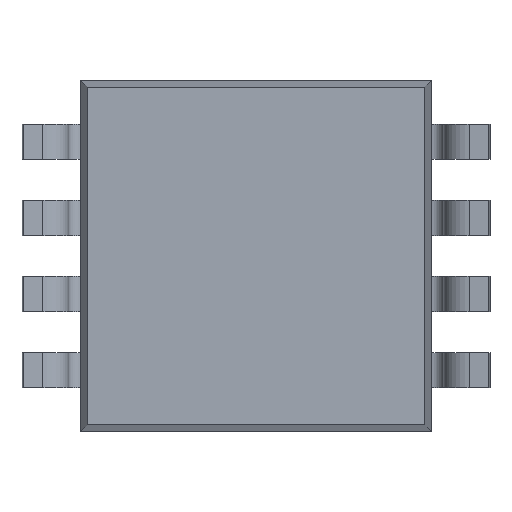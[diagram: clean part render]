
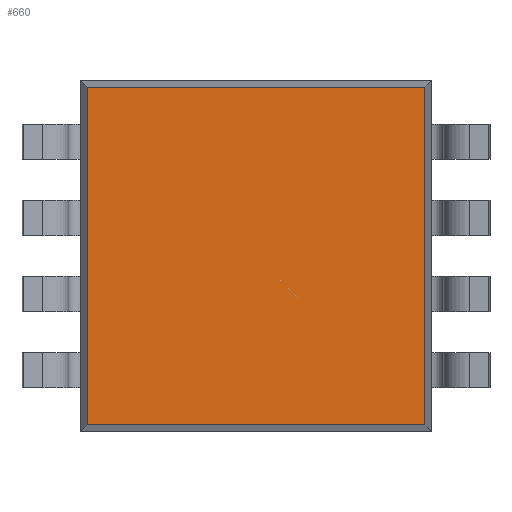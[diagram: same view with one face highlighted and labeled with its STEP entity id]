
A CAD part, front view. The second image highlights one B-rep face of the part: STEP entity #660.
In plain terms, the highlighted planar face has unit normal (0, -1, 0).
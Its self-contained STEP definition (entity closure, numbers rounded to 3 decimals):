
#108 = EDGE_CURVE ( 'NONE', #835, #220, #782, .T. ) ;
#193 = ORIENTED_EDGE ( 'NONE', *, *, #3151, .T. ) ;
#220 = VERTEX_POINT ( 'NONE', #1173 ) ;
#277 = CARTESIAN_POINT ( 'NONE',  ( -1.442, 0.15, 1.5 ) ) ;
#393 = FACE_OUTER_BOUND ( 'NONE', #1132, .T. ) ;
#527 = DIRECTION ( 'NONE',  ( 0., 0., 1. ) ) ;
#637 = VECTOR ( 'NONE', #2350, 1000. ) ;
#660 = ADVANCED_FACE ( 'NONE', ( #393 ), #1479, .T. ) ;
#687 = CARTESIAN_POINT ( 'NONE',  ( -1.442, 0.15, 1.442 ) ) ;
#730 = DIRECTION ( 'NONE',  ( 1., 0., 0. ) ) ;
#732 = AXIS2_PLACEMENT_3D ( 'NONE', #949, #2042, #1558 ) ;
#782 = LINE ( 'NONE', #1574, #2972 ) ;
#835 = VERTEX_POINT ( 'NONE', #888 ) ;
#888 = CARTESIAN_POINT ( 'NONE',  ( 1.442, 0.15, -1.442 ) ) ;
#892 = VERTEX_POINT ( 'NONE', #687 ) ;
#949 = CARTESIAN_POINT ( 'NONE',  ( 0., 0.15, 0. ) ) ;
#1132 = EDGE_LOOP ( 'NONE', ( #1215, #2088, #193, #1967 ) ) ;
#1162 = CARTESIAN_POINT ( 'NONE',  ( 1.5, 0.15, 1.442 ) ) ;
#1173 = CARTESIAN_POINT ( 'NONE',  ( 1.442, 0.15, 1.442 ) ) ;
#1215 = ORIENTED_EDGE ( 'NONE', *, *, #2068, .T. ) ;
#1246 = CARTESIAN_POINT ( 'NONE',  ( -1.5, 0.15, -1.442 ) ) ;
#1479 = PLANE ( 'NONE',  #732 ) ;
#1558 = DIRECTION ( 'NONE',  ( 0., 0., -1. ) ) ;
#1574 = CARTESIAN_POINT ( 'NONE',  ( 1.442, 0.15, -1.5 ) ) ;
#1633 = EDGE_CURVE ( 'NONE', #892, #2022, #1797, .T. ) ;
#1797 = LINE ( 'NONE', #277, #637 ) ;
#1967 = ORIENTED_EDGE ( 'NONE', *, *, #1633, .T. ) ;
#2022 = VERTEX_POINT ( 'NONE', #3196 ) ;
#2042 = DIRECTION ( 'NONE',  ( 0., -1., 0. ) ) ;
#2068 = EDGE_CURVE ( 'NONE', #2022, #835, #2389, .T. ) ;
#2088 = ORIENTED_EDGE ( 'NONE', *, *, #108, .T. ) ;
#2271 = VECTOR ( 'NONE', #2809, 1000. ) ;
#2350 = DIRECTION ( 'NONE',  ( 0., 0., -1. ) ) ;
#2363 = VECTOR ( 'NONE', #730, 1000. ) ;
#2389 = LINE ( 'NONE', #1246, #2363 ) ;
#2520 = LINE ( 'NONE', #1162, #2271 ) ;
#2809 = DIRECTION ( 'NONE',  ( -1., 0., 0. ) ) ;
#2972 = VECTOR ( 'NONE', #527, 1000. ) ;
#3151 = EDGE_CURVE ( 'NONE', #220, #892, #2520, .T. ) ;
#3196 = CARTESIAN_POINT ( 'NONE',  ( -1.442, 0.15, -1.442 ) ) ;
